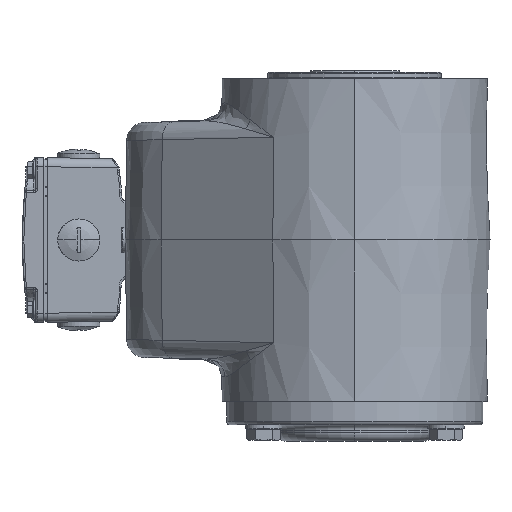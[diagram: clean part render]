
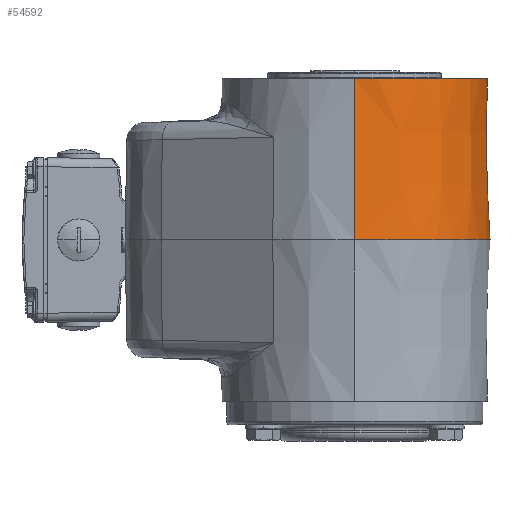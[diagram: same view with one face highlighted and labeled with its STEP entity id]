
A CAD part, left-side view. The second image highlights one B-rep face of the part: STEP entity #54592.
In plain terms, the highlighted conical face has half-angle 1 degrees and reference radius 73.232 mm.
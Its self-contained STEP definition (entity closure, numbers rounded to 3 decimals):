
#17807=CARTESIAN_POINT('',(-149.5,-30.,88.));
#17808=DIRECTION('',(0.,0.,1.));
#17809=DIRECTION('',(-1.,0.,0.));
#17810=AXIS2_PLACEMENT_3D('',#17807,#17808,#17809);
#17812=CARTESIAN_POINT('',(-76.81,-30.,
75.028));
#17813=CARTESIAN_POINT('',(-76.809,-30.652,
75.012));
#17814=CARTESIAN_POINT('',(-76.826,-31.957,
74.98));
#17815=CARTESIAN_POINT('',(-76.905,-33.913,
74.932));
#17816=CARTESIAN_POINT('',(-77.035,-35.865,
74.885));
#17817=CARTESIAN_POINT('',(-77.219,-37.813,
74.837));
#17818=CARTESIAN_POINT('',(-77.454,-39.756,
74.79));
#17819=CARTESIAN_POINT('',(-77.742,-41.693,
74.742));
#17820=CARTESIAN_POINT('',(-78.082,-43.62,
74.695));
#17821=CARTESIAN_POINT('',(-78.474,-45.538,
74.648));
#17822=CARTESIAN_POINT('',(-78.917,-47.444,
74.602));
#17823=CARTESIAN_POINT('',(-79.411,-49.338,
74.556));
#17824=CARTESIAN_POINT('',(-79.957,-51.218,
74.51));
#17825=CARTESIAN_POINT('',(-80.552,-53.082,
74.464));
#17826=CARTESIAN_POINT('',(-81.198,-54.93,
74.419));
#17827=CARTESIAN_POINT('',(-81.893,-56.759,
74.374));
#17828=CARTESIAN_POINT('',(-82.637,-58.57,
74.33));
#17829=CARTESIAN_POINT('',(-83.429,-60.359,
74.286));
#17830=CARTESIAN_POINT('',(-84.269,-62.126,
74.243));
#17831=CARTESIAN_POINT('',(-85.157,-63.871,
74.201));
#17832=CARTESIAN_POINT('',(-85.78,-65.017,
74.173));
#17833=CARTESIAN_POINT('',(-86.099,-65.586,
74.159));
#17835=CARTESIAN_POINT('',(-95.333,-78.684,
67.023));
#17836=CARTESIAN_POINT('',(-95.207,-78.539,
67.219));
#17837=CARTESIAN_POINT('',(-94.952,-78.243,
67.604));
#17838=CARTESIAN_POINT('',(-94.557,-77.778,
68.165));
#17839=CARTESIAN_POINT('',(-94.149,-77.29,
68.709));
#17840=CARTESIAN_POINT('',(-93.725,-76.775,
69.24));
#17841=CARTESIAN_POINT('',(-93.289,-76.236,
69.752));
#17842=CARTESIAN_POINT('',(-92.85,-75.684,
70.237));
#17843=CARTESIAN_POINT('',(-92.408,-75.118,
70.694));
#17844=CARTESIAN_POINT('',(-91.963,-74.536,
71.126));
#17845=CARTESIAN_POINT('',(-91.511,-73.935,
71.534));
#17846=CARTESIAN_POINT('',(-91.059,-73.32,
71.915));
#17847=CARTESIAN_POINT('',(-90.61,-72.698,
72.265));
#17848=CARTESIAN_POINT('',(-90.167,-72.069,
72.584));
#17849=CARTESIAN_POINT('',(-89.726,-71.433,
72.874));
#17850=CARTESIAN_POINT('',(-89.29,-70.788,
73.135));
#17851=CARTESIAN_POINT('',(-88.86,-70.139,
73.366));
#17852=CARTESIAN_POINT('',(-88.439,-69.489,
73.567));
#17853=CARTESIAN_POINT('',(-88.027,-68.839,
73.737));
#17854=CARTESIAN_POINT('',(-87.623,-68.187,
73.879));
#17855=CARTESIAN_POINT('',(-87.228,-67.535,
73.992));
#17856=CARTESIAN_POINT('',(-86.841,-66.883,
74.077));
#17857=CARTESIAN_POINT('',(-86.464,-66.233,
74.134));
#17858=CARTESIAN_POINT('',(-86.219,-65.801,
74.153));
#17859=CARTESIAN_POINT('',(-86.099,-65.586,
74.159));
#17861=CARTESIAN_POINT('',(-97.042,-80.595,
64.114));
#17862=CARTESIAN_POINT('',(-96.89,-80.429,
64.395));
#17863=CARTESIAN_POINT('',(-96.59,-80.102,
64.936));
#17864=CARTESIAN_POINT('',(-96.157,-79.622,
65.686));
#17865=CARTESIAN_POINT('',(-95.739,-79.15,
66.381));
#17866=CARTESIAN_POINT('',(-95.467,-78.838,
66.814));
#17867=CARTESIAN_POINT('',(-95.333,-78.684,
67.023));
#17869=DIRECTION('',(0.011,-0.013,-1.));
#17870=VECTOR('',#17869,54.358);
#17871=CARTESIAN_POINT('',(-101.625,-85.177,
54.35));
#17872=LINE('',#17871,#17870);
#17873=DIRECTION('',(0.017,0.,1.));
#17874=VECTOR('',#17873,88.013);
#17875=CARTESIAN_POINT('',(-223.5,-30.,0.));
#17876=LINE('',#17875,#17874);
#18050=DIRECTION('',(-0.017,0.,1.));
#18051=VECTOR('',#18050,12.974);
#18052=CARTESIAN_POINT('',(-76.81,-30.,
75.028));
#18053=LINE('',#18052,#18051);
#18185=CARTESIAN_POINT('',(-149.5,-30.,0.));
#18186=DIRECTION('',(0.,0.,1.));
#18187=DIRECTION('',(-1.,0.,0.));
#18188=AXIS2_PLACEMENT_3D('',#18185,#18186,#18187);
#18806=CARTESIAN_POINT('',(-101.625,-85.177,
54.35));
#18821=CARTESIAN_POINT('',(-101.625,-85.177,
54.35));
#18822=CARTESIAN_POINT('',(-101.276,-84.855,
55.148));
#18823=CARTESIAN_POINT('',(-100.617,-84.237,
56.655));
#18824=CARTESIAN_POINT('',(-99.735,-83.381,
58.633));
#18825=CARTESIAN_POINT('',(-98.949,-82.595,
60.336));
#18826=CARTESIAN_POINT('',(-98.248,-81.875,
61.79));
#18827=CARTESIAN_POINT('',(-97.62,-81.217,
63.032));
#18828=CARTESIAN_POINT('',(-97.229,-80.797,
63.77));
#18829=CARTESIAN_POINT('',(-97.042,-80.595,
64.114));
#25522=CARTESIAN_POINT('',(-223.5,-30.,0.));
#25524=VERTEX_POINT('',#25522);
#25525=CARTESIAN_POINT('',(-101.004,-85.894,
0.));
#25526=VERTEX_POINT('',#25525);
#25533=VERTEX_POINT('',#18806);
#25583=CARTESIAN_POINT('',(-77.036,-30.,88.));
#25584=CARTESIAN_POINT('',(-221.964,-30.,88.));
#25585=VERTEX_POINT('',#25583);
#25586=VERTEX_POINT('',#25584);
#25605=VERTEX_POINT('',#17812);
#25606=VERTEX_POINT('',#17833);
#25609=VERTEX_POINT('',#17861);
#25610=VERTEX_POINT('',#17867);
#54568=CARTESIAN_POINT('',(-149.5,-30.,44.));
#54569=DIRECTION('',(0.,0.,-1.));
#54570=DIRECTION('',(-1.,0.,0.));
#54571=AXIS2_PLACEMENT_3D('',#54568,#54569,#54570);
#54572=CONICAL_SURFACE('',#54571,73.232,1.);
#54574=ORIENTED_EDGE('',*,*,#54573,.T.);
#54576=ORIENTED_EDGE('',*,*,#54575,.F.);
#54577=ORIENTED_EDGE('',*,*,#54552,.T.);
#54579=ORIENTED_EDGE('',*,*,#54578,.F.);
#54581=ORIENTED_EDGE('',*,*,#54580,.F.);
#54583=ORIENTED_EDGE('',*,*,#54582,.F.);
#54585=ORIENTED_EDGE('',*,*,#54584,.T.);
#54587=ORIENTED_EDGE('',*,*,#54586,.F.);
#54589=ORIENTED_EDGE('',*,*,#54588,.T.);
#54590=EDGE_LOOP('',(#54574,#54576,#54577,#54579,#54581,#54583,#54585,#54587,
#54589));
#54591=FACE_OUTER_BOUND('',#54590,.F.);
#17811=CIRCLE('',#17810,72.464);
#17834=B_SPLINE_CURVE_WITH_KNOTS('',3,(#17812,#17813,#17814,#17815,#17816,
#17817,#17818,#17819,#17820,#17821,#17822,#17823,#17824,#17825,#17826,#17827,
#17828,#17829,#17830,#17831,#17832,#17833),.UNSPECIFIED.,.F.,.F.,(4,1,1,1,1,1,1,
1,1,1,1,1,1,1,1,1,1,1,1,4),(0.,0.053,0.105,
0.158,0.211,0.263,0.316,
0.368,0.421,0.474,0.526,
0.579,0.632,0.684,0.737,
0.789,0.842,0.895,0.947,1.),
.UNSPECIFIED.);
#17860=B_SPLINE_CURVE_WITH_KNOTS('',3,(#17835,#17836,#17837,#17838,#17839,
#17840,#17841,#17842,#17843,#17844,#17845,#17846,#17847,#17848,#17849,#17850,
#17851,#17852,#17853,#17854,#17855,#17856,#17857,#17858,#17859),.UNSPECIFIED.,
.F.,.F.,(4,1,1,1,1,1,1,1,1,1,1,1,1,1,1,1,1,1,1,1,1,1,4),(0.,0.045,
0.091,0.136,0.182,0.227,
0.273,0.318,0.364,0.409,
0.455,0.5,0.545,0.591,0.636,
0.682,0.727,0.773,0.818,
0.864,0.909,0.955,1.),.UNSPECIFIED.);
#17868=B_SPLINE_CURVE_WITH_KNOTS('',3,(#17861,#17862,#17863,#17864,#17865,
#17866,#17867),.UNSPECIFIED.,.F.,.F.,(4,1,1,1,4),(0.,0.25,0.5,0.75,
1.),.UNSPECIFIED.);
#18189=CIRCLE('',#18188,74.);
#18830=B_SPLINE_CURVE_WITH_KNOTS('',3,(#18821,#18822,#18823,#18824,#18825,
#18826,#18827,#18828,#18829),.UNSPECIFIED.,.F.,.F.,(4,1,1,1,1,1,4),(0.,
0.167,0.333,0.5,0.667,0.833,
1.),.UNSPECIFIED.);
#54552=EDGE_CURVE('',#25605,#25606,#17834,.T.);
#54573=EDGE_CURVE('',#25586,#25585,#17811,.T.);
#54575=EDGE_CURVE('',#25605,#25585,#18053,.T.);
#54578=EDGE_CURVE('',#25610,#25606,#17860,.T.);
#54580=EDGE_CURVE('',#25609,#25610,#17868,.T.);
#54582=EDGE_CURVE('',#25533,#25609,#18830,.T.);
#54584=EDGE_CURVE('',#25533,#25526,#17872,.T.);
#54586=EDGE_CURVE('',#25524,#25526,#18189,.T.);
#54588=EDGE_CURVE('',#25524,#25586,#17876,.T.);
#54592=ADVANCED_FACE('',(#54591),#54572,.T.);
